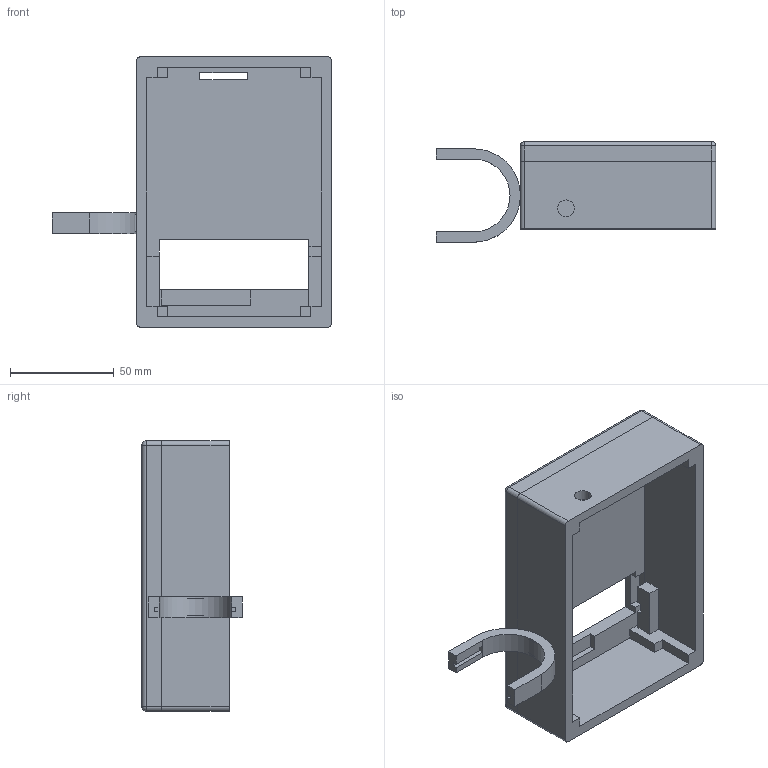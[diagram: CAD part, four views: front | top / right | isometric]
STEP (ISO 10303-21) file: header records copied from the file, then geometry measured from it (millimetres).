
FILE_DESCRIPTION (( 'STEP AP214' ), '1' );
FILE_NAME ('model_2_assembly(up+mid)_stp.STEP', '2021-06-15T08:29:55', ( '' ), ( '' ), 'SwSTEP 2.0', 'SolidWorks 2020', '' );
FILE_SCHEMA (( 'AUTOMOTIVE_DESIGN' ));
Length unit declared in the file: millimetre
Products named in the file (3): Model_2_upper; model_2_assembly(up+mid)_stp; Model_2_middle
Assembly tree (2 placements, depth 2):
  model_2_assembly(up+mid)_stp
    Model_2_middle
    Model_2_upper
Bounding box: 134.5 x 48.25 x 130 mm (x, y, z)
Volume: 147526.8 mm3; surface area: 66545.7 mm2
Topology: 3 solids, 3 shells, 122 faces, 324 edges, 208 vertices
Faces by surface type: plane 102, cylinder 16, sphere 4
Entity records: 4065 total; most frequent: CARTESIAN_POINT 655, ORIENTED_EDGE 640, DIRECTION 606, EDGE_CURVE 320, VECTOR 288, LINE 288, VERTEX_POINT 208, AXIS2_PLACEMENT_3D 159
